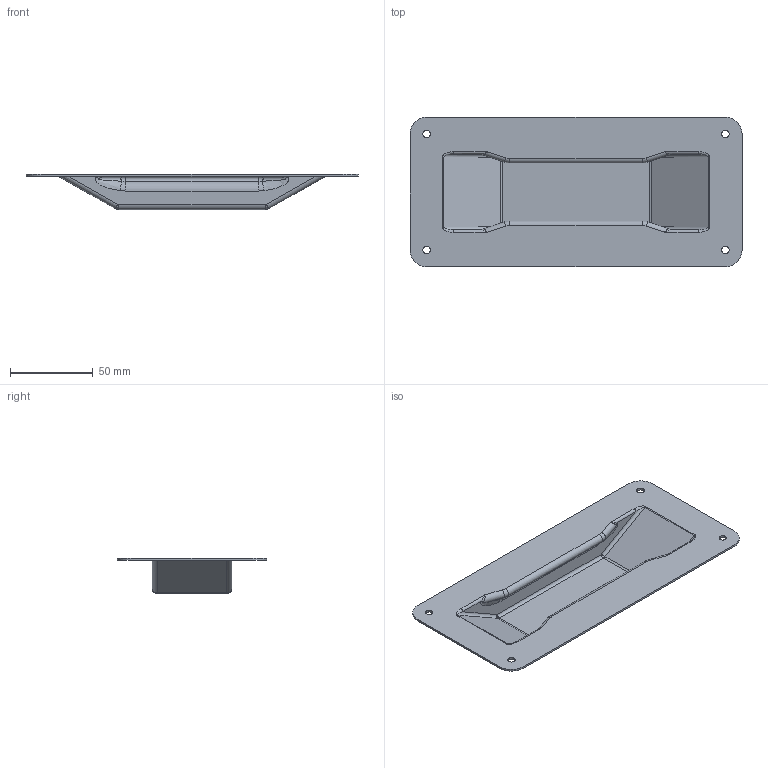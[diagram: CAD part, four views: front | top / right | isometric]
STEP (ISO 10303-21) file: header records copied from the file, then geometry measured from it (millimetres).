
FILE_DESCRIPTION((''),'2;1');
FILE_NAME('1290.stp','2012-01-04T13:47:51',('Marc'),(''),'Autodesk Inventor 2011','Autodesk Inventor 2011','');
FILE_SCHEMA(('AUTOMOTIVE_DESIGN { 1 0 10303 214 1 1 1 1 }'));
Length unit declared in the file: millimetre
Products named in the file (1): Pièce4
Bounding box: 200 x 90 x 21.2 mm (x, y, z)
Volume: 29131.9 mm3; surface area: 49298.1 mm2
Topology: 1 solids, 1 shells, 116 faces, 284 edges, 164 vertices
Faces by surface type: cylinder 52, bspline 40, plane 16, torus 8
Full cylindrical faces by diameter (mm): 4.5 x4
Entity records: 4255 total; most frequent: CARTESIAN_POINT 1686, ORIENTED_EDGE 536, DIRECTION 518, EDGE_CURVE 268, AXIS2_PLACEMENT_3D 213, VERTEX_POINT 160, EDGE_LOOP 130, FACE_OUTER_BOUND 116
